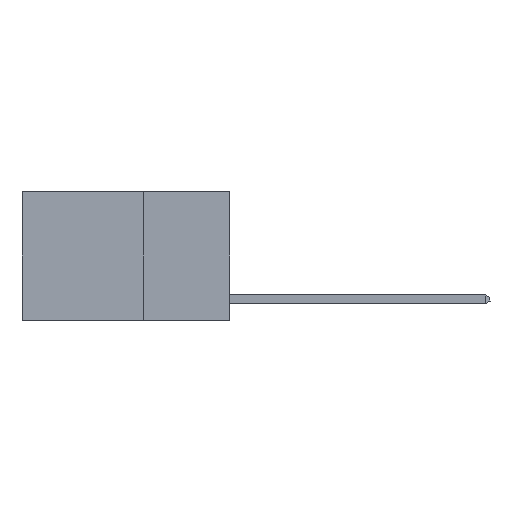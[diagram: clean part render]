
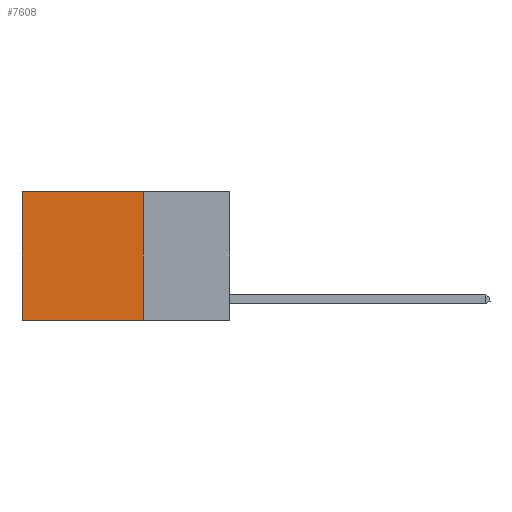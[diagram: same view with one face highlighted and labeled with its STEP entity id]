
A CAD part, left-side view. The second image highlights one B-rep face of the part: STEP entity #7608.
In plain terms, the highlighted planar face has unit normal (-1, 0, 0).
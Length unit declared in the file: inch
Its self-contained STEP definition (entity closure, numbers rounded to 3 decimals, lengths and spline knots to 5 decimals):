
#561 = DIRECTION ( 'NONE',  ( 1., 0., 0. ) ) ;
#1877 = FACE_OUTER_BOUND ( 'NONE', #15781, .T. ) ;
#3210 = EDGE_CURVE ( 'NONE', #6792, #10644, #3541, .T. ) ;
#3248 = EDGE_CURVE ( 'NONE', #20922, #20716, #16704, .T. ) ;
#3541 = LINE ( 'NONE', #4185, #7963 ) ;
#4185 = CARTESIAN_POINT ( 'NONE',  ( 0.2625, 0.6, 0. ) ) ;
#5524 = CARTESIAN_POINT ( 'NONE',  ( 0.2625, 0.6, -0.37 ) ) ;
#5647 = CARTESIAN_POINT ( 'NONE',  ( 0.2625, 0.25, 0. ) ) ;
#6064 = DIRECTION ( 'NONE',  ( 0., 0., -1. ) ) ;
#6092 = ORIENTED_EDGE ( 'NONE', *, *, #21450, .T. ) ;
#6760 = VECTOR ( 'NONE', #22875, 39.37008 ) ;
#6792 = VERTEX_POINT ( 'NONE', #20550 ) ;
#7173 = ORIENTED_EDGE ( 'NONE', *, *, #13655, .F. ) ;
#7608 = ADVANCED_FACE ( 'NONE', ( #1877 ), #11796, .F. ) ;
#7963 = VECTOR ( 'NONE', #6064, 39.37008 ) ;
#8071 = CARTESIAN_POINT ( 'NONE',  ( 0.2625, 0.25, 0. ) ) ;
#9173 = DIRECTION ( 'NONE',  ( 0., 1., 0. ) ) ;
#9902 = CARTESIAN_POINT ( 'NONE',  ( 0.2625, 0.25, 0. ) ) ;
#10644 = VERTEX_POINT ( 'NONE', #5524 ) ;
#11581 = ORIENTED_EDGE ( 'NONE', *, *, #3210, .T. ) ;
#11796 = PLANE ( 'NONE',  #14436 ) ;
#13655 = EDGE_CURVE ( 'NONE', #20716, #10644, #19963, .T. ) ;
#13656 = DIRECTION ( 'NONE',  ( 0., 0., -1. ) ) ;
#14436 = AXIS2_PLACEMENT_3D ( 'NONE', #9902, #561, #13656 ) ;
#15781 = EDGE_LOOP ( 'NONE', ( #11581, #7173, #21753, #6092 ) ) ;
#16704 = LINE ( 'NONE', #8071, #6760 ) ;
#18485 = CARTESIAN_POINT ( 'NONE',  ( 0.2625, 0.25, -0.37 ) ) ;
#18886 = LINE ( 'NONE', #22206, #23193 ) ;
#19380 = VECTOR ( 'NONE', #20366, 39.37008 ) ;
#19963 = LINE ( 'NONE', #18485, #19380 ) ;
#19974 = CARTESIAN_POINT ( 'NONE',  ( 0.2625, 0.25, -0.37 ) ) ;
#20366 = DIRECTION ( 'NONE',  ( 0., 1., 0. ) ) ;
#20550 = CARTESIAN_POINT ( 'NONE',  ( 0.2625, 0.6, 0. ) ) ;
#20716 = VERTEX_POINT ( 'NONE', #19974 ) ;
#20922 = VERTEX_POINT ( 'NONE', #5647 ) ;
#21450 = EDGE_CURVE ( 'NONE', #20922, #6792, #18886, .T. ) ;
#21753 = ORIENTED_EDGE ( 'NONE', *, *, #3248, .F. ) ;
#22206 = CARTESIAN_POINT ( 'NONE',  ( 0.2625, 0.25, 0. ) ) ;
#22875 = DIRECTION ( 'NONE',  ( 0., 0., -1. ) ) ;
#23193 = VECTOR ( 'NONE', #9173, 39.37008 ) ;
